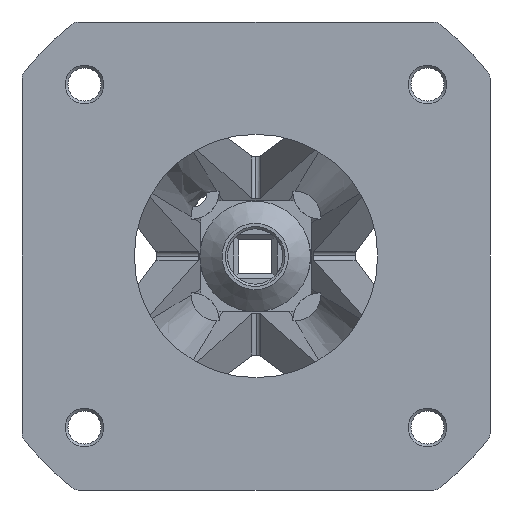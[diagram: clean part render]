
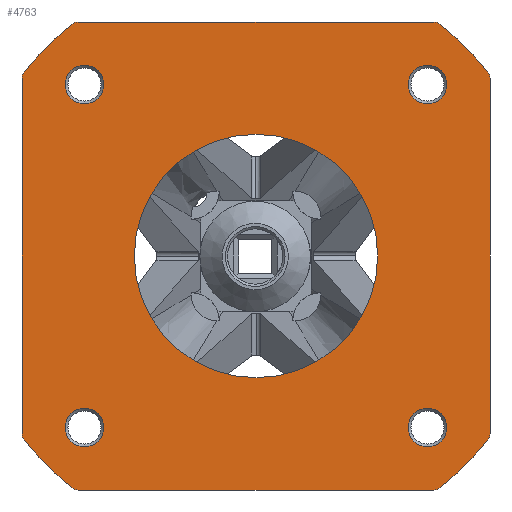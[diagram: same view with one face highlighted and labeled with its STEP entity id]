
A CAD part, front view. The second image highlights one B-rep face of the part: STEP entity #4763.
In plain terms, the highlighted planar face has unit normal (0, -1, 0).
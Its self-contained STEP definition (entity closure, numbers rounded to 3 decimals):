
#359=FACE_BOUND('',#922,.T.);
#360=FACE_BOUND('',#923,.T.);
#361=FACE_BOUND('',#924,.T.);
#362=FACE_BOUND('',#925,.T.);
#363=FACE_BOUND('',#926,.T.);
#425=PLANE('',#5236);
#630=FACE_OUTER_BOUND('',#921,.T.);
#921=EDGE_LOOP('',(#4124,#4125,#4126,#4127,#4128,#4129,#4130,#4131,#4132,
#4133,#4134,#4135,#4136,#4137,#4138,#4139));
#922=EDGE_LOOP('',(#4140));
#923=EDGE_LOOP('',(#4141));
#924=EDGE_LOOP('',(#4142));
#925=EDGE_LOOP('',(#4143));
#926=EDGE_LOOP('',(#4144));
#1258=LINE('',#10222,#1581);
#1259=LINE('',#10230,#1582);
#1260=LINE('',#10238,#1583);
#1261=LINE('',#10245,#1584);
#1581=VECTOR('',#6383,10.);
#1582=VECTOR('',#6390,10.);
#1583=VECTOR('',#6397,10.);
#1584=VECTOR('',#6404,10.);
#1849=CIRCLE('',#5235,1.75);
#1850=CIRCLE('',#5237,1.);
#1851=CIRCLE('',#5238,26.75);
#1852=CIRCLE('',#5239,1.);
#1853=CIRCLE('',#5240,1.);
#1854=CIRCLE('',#5241,26.75);
#1855=CIRCLE('',#5242,1.);
#1856=CIRCLE('',#5243,1.);
#1857=CIRCLE('',#5244,26.75);
#1858=CIRCLE('',#5245,1.);
#1859=CIRCLE('',#5246,1.);
#1860=CIRCLE('',#5247,26.75);
#1861=CIRCLE('',#5248,1.);
#1862=CIRCLE('',#5249,1.75);
#1863=CIRCLE('',#5250,1.75);
#1864=CIRCLE('',#5251,11.);
#1865=CIRCLE('',#5252,1.75);
#2305=VERTEX_POINT('',#10210);
#2306=VERTEX_POINT('',#10214);
#2307=VERTEX_POINT('',#10215);
#2308=VERTEX_POINT('',#10217);
#2309=VERTEX_POINT('',#10219);
#2310=VERTEX_POINT('',#10221);
#2311=VERTEX_POINT('',#10223);
#2312=VERTEX_POINT('',#10225);
#2313=VERTEX_POINT('',#10227);
#2314=VERTEX_POINT('',#10229);
#2315=VERTEX_POINT('',#10231);
#2316=VERTEX_POINT('',#10233);
#2317=VERTEX_POINT('',#10235);
#2318=VERTEX_POINT('',#10237);
#2319=VERTEX_POINT('',#10239);
#2320=VERTEX_POINT('',#10241);
#2321=VERTEX_POINT('',#10243);
#2322=VERTEX_POINT('',#10246);
#2323=VERTEX_POINT('',#10248);
#2324=VERTEX_POINT('',#10250);
#2325=VERTEX_POINT('',#10252);
#2950=EDGE_CURVE('',#2305,#2305,#1849,.T.);
#2951=EDGE_CURVE('',#2306,#2307,#1850,.T.);
#2952=EDGE_CURVE('',#2306,#2308,#1851,.T.);
#2953=EDGE_CURVE('',#2309,#2308,#1852,.T.);
#2954=EDGE_CURVE('',#2309,#2310,#1258,.T.);
#2955=EDGE_CURVE('',#2311,#2310,#1853,.T.);
#2956=EDGE_CURVE('',#2311,#2312,#1854,.T.);
#2957=EDGE_CURVE('',#2313,#2312,#1855,.T.);
#2958=EDGE_CURVE('',#2313,#2314,#1259,.T.);
#2959=EDGE_CURVE('',#2315,#2314,#1856,.T.);
#2960=EDGE_CURVE('',#2315,#2316,#1857,.T.);
#2961=EDGE_CURVE('',#2317,#2316,#1858,.T.);
#2962=EDGE_CURVE('',#2317,#2318,#1260,.T.);
#2963=EDGE_CURVE('',#2319,#2318,#1859,.T.);
#2964=EDGE_CURVE('',#2319,#2320,#1860,.T.);
#2965=EDGE_CURVE('',#2321,#2320,#1861,.T.);
#2966=EDGE_CURVE('',#2321,#2307,#1261,.T.);
#2967=EDGE_CURVE('',#2322,#2322,#1862,.T.);
#2968=EDGE_CURVE('',#2323,#2323,#1863,.T.);
#2969=EDGE_CURVE('',#2324,#2324,#1864,.T.);
#2970=EDGE_CURVE('',#2325,#2325,#1865,.T.);
#4124=ORIENTED_EDGE('',*,*,#2951,.F.);
#4125=ORIENTED_EDGE('',*,*,#2952,.T.);
#4126=ORIENTED_EDGE('',*,*,#2953,.F.);
#4127=ORIENTED_EDGE('',*,*,#2954,.T.);
#4128=ORIENTED_EDGE('',*,*,#2955,.F.);
#4129=ORIENTED_EDGE('',*,*,#2956,.T.);
#4130=ORIENTED_EDGE('',*,*,#2957,.F.);
#4131=ORIENTED_EDGE('',*,*,#2958,.T.);
#4132=ORIENTED_EDGE('',*,*,#2959,.F.);
#4133=ORIENTED_EDGE('',*,*,#2960,.T.);
#4134=ORIENTED_EDGE('',*,*,#2961,.F.);
#4135=ORIENTED_EDGE('',*,*,#2962,.T.);
#4136=ORIENTED_EDGE('',*,*,#2963,.F.);
#4137=ORIENTED_EDGE('',*,*,#2964,.T.);
#4138=ORIENTED_EDGE('',*,*,#2965,.F.);
#4139=ORIENTED_EDGE('',*,*,#2966,.T.);
#4140=ORIENTED_EDGE('',*,*,#2967,.F.);
#4141=ORIENTED_EDGE('',*,*,#2968,.F.);
#4142=ORIENTED_EDGE('',*,*,#2969,.F.);
#4143=ORIENTED_EDGE('',*,*,#2970,.F.);
#4144=ORIENTED_EDGE('',*,*,#2950,.F.);
#4763=ADVANCED_FACE('',(#630,#359,#360,#361,#362,#363),#425,.F.);
#5235=AXIS2_PLACEMENT_3D('',#10212,#6373,#6374);
#5236=AXIS2_PLACEMENT_3D('',#10213,#6375,#6376);
#5237=AXIS2_PLACEMENT_3D('',#10216,#6377,#6378);
#5238=AXIS2_PLACEMENT_3D('',#10218,#6379,#6380);
#5239=AXIS2_PLACEMENT_3D('',#10220,#6381,#6382);
#5240=AXIS2_PLACEMENT_3D('',#10224,#6384,#6385);
#5241=AXIS2_PLACEMENT_3D('',#10226,#6386,#6387);
#5242=AXIS2_PLACEMENT_3D('',#10228,#6388,#6389);
#5243=AXIS2_PLACEMENT_3D('',#10232,#6391,#6392);
#5244=AXIS2_PLACEMENT_3D('',#10234,#6393,#6394);
#5245=AXIS2_PLACEMENT_3D('',#10236,#6395,#6396);
#5246=AXIS2_PLACEMENT_3D('',#10240,#6398,#6399);
#5247=AXIS2_PLACEMENT_3D('',#10242,#6400,#6401);
#5248=AXIS2_PLACEMENT_3D('',#10244,#6402,#6403);
#5249=AXIS2_PLACEMENT_3D('',#10247,#6405,#6406);
#5250=AXIS2_PLACEMENT_3D('',#10249,#6407,#6408);
#5251=AXIS2_PLACEMENT_3D('',#10251,#6409,#6410);
#5252=AXIS2_PLACEMENT_3D('',#10253,#6411,#6412);
#6373=DIRECTION('center_axis',(0.,-1.,0.));
#6374=DIRECTION('ref_axis',(0.,0.,-1.));
#6375=DIRECTION('center_axis',(0.,1.,0.));
#6376=DIRECTION('ref_axis',(1.,0.,0.));
#6377=DIRECTION('center_axis',(0.,1.,0.));
#6378=DIRECTION('ref_axis',(0.33,0.,-0.944));
#6379=DIRECTION('center_axis',(0.,-1.,0.));
#6380=DIRECTION('ref_axis',(0.791,0.,-0.612));
#6381=DIRECTION('center_axis',(0.,1.,0.));
#6382=DIRECTION('ref_axis',(0.944,0.,-0.33));
#6383=DIRECTION('',(0.,0.,1.));
#6384=DIRECTION('center_axis',(0.,1.,0.));
#6385=DIRECTION('ref_axis',(0.944,0.,0.33));
#6386=DIRECTION('center_axis',(0.,-1.,0.));
#6387=DIRECTION('ref_axis',(0.612,0.,0.791));
#6388=DIRECTION('center_axis',(0.,1.,0.));
#6389=DIRECTION('ref_axis',(0.33,0.,0.944));
#6390=DIRECTION('',(-1.,0.,0.));
#6391=DIRECTION('center_axis',(0.,1.,0.));
#6392=DIRECTION('ref_axis',(-0.33,0.,0.944));
#6393=DIRECTION('center_axis',(0.,-1.,0.));
#6394=DIRECTION('ref_axis',(-0.791,0.,0.612));
#6395=DIRECTION('center_axis',(0.,1.,0.));
#6396=DIRECTION('ref_axis',(-0.944,0.,0.33));
#6397=DIRECTION('',(0.,0.,-1.));
#6398=DIRECTION('center_axis',(0.,1.,0.));
#6399=DIRECTION('ref_axis',(-0.944,0.,-0.33));
#6400=DIRECTION('center_axis',(0.,-1.,0.));
#6401=DIRECTION('ref_axis',(-0.612,0.,-0.791));
#6402=DIRECTION('center_axis',(0.,1.,0.));
#6403=DIRECTION('ref_axis',(-0.33,0.,-0.944));
#6404=DIRECTION('',(1.,0.,0.));
#6405=DIRECTION('center_axis',(0.,-1.,0.));
#6406=DIRECTION('ref_axis',(0.,0.,-1.));
#6407=DIRECTION('center_axis',(0.,-1.,0.));
#6408=DIRECTION('ref_axis',(0.,0.,-1.));
#6409=DIRECTION('center_axis',(0.,-1.,0.));
#6410=DIRECTION('ref_axis',(1.,0.,0.));
#6411=DIRECTION('center_axis',(0.,-1.,0.));
#6412=DIRECTION('ref_axis',(0.,0.,-1.));
#10210=CARTESIAN_POINT('',(15.5,0.,-13.75));
#10212=CARTESIAN_POINT('Origin',(15.5,0.,-15.5));
#10213=CARTESIAN_POINT('Origin',(0.,0.,0.));
#10214=CARTESIAN_POINT('',(16.655,0.,-20.933));
#10215=CARTESIAN_POINT('',(16.032,0.,-21.15));
#10216=CARTESIAN_POINT('Origin',(16.032,0.,-20.15));
#10217=CARTESIAN_POINT('',(20.933,0.,-16.655));
#10218=CARTESIAN_POINT('Origin',(0.,0.,0.));
#10219=CARTESIAN_POINT('',(21.15,0.,-16.032));
#10220=CARTESIAN_POINT('Origin',(20.15,0.,-16.032));
#10221=CARTESIAN_POINT('',(21.15,0.,16.032));
#10222=CARTESIAN_POINT('',(21.15,0.,-21.15));
#10223=CARTESIAN_POINT('',(20.933,0.,16.655));
#10224=CARTESIAN_POINT('Origin',(20.15,0.,16.032));
#10225=CARTESIAN_POINT('',(16.655,0.,20.933));
#10226=CARTESIAN_POINT('Origin',(0.,0.,0.));
#10227=CARTESIAN_POINT('',(16.032,0.,21.15));
#10228=CARTESIAN_POINT('Origin',(16.032,0.,20.15));
#10229=CARTESIAN_POINT('',(-16.032,0.,21.15));
#10230=CARTESIAN_POINT('',(21.15,0.,21.15));
#10231=CARTESIAN_POINT('',(-16.655,0.,20.933));
#10232=CARTESIAN_POINT('Origin',(-16.032,0.,20.15));
#10233=CARTESIAN_POINT('',(-20.933,0.,16.655));
#10234=CARTESIAN_POINT('Origin',(0.,0.,0.));
#10235=CARTESIAN_POINT('',(-21.15,0.,16.032));
#10236=CARTESIAN_POINT('Origin',(-20.15,0.,16.032));
#10237=CARTESIAN_POINT('',(-21.15,0.,-16.032));
#10238=CARTESIAN_POINT('',(-21.15,0.,21.15));
#10239=CARTESIAN_POINT('',(-20.933,0.,-16.655));
#10240=CARTESIAN_POINT('Origin',(-20.15,0.,-16.032));
#10241=CARTESIAN_POINT('',(-16.655,0.,-20.933));
#10242=CARTESIAN_POINT('Origin',(0.,0.,0.));
#10243=CARTESIAN_POINT('',(-16.032,0.,-21.15));
#10244=CARTESIAN_POINT('Origin',(-16.032,0.,-20.15));
#10245=CARTESIAN_POINT('',(-21.15,0.,-21.15));
#10246=CARTESIAN_POINT('',(15.5,0.,17.25));
#10247=CARTESIAN_POINT('Origin',(15.5,0.,15.5));
#10248=CARTESIAN_POINT('',(-15.5,0.,-13.75));
#10249=CARTESIAN_POINT('Origin',(-15.5,0.,-15.5));
#10250=CARTESIAN_POINT('',(-11.,0.,0.));
#10251=CARTESIAN_POINT('Origin',(0.,0.,0.));
#10252=CARTESIAN_POINT('',(-15.5,0.,17.25));
#10253=CARTESIAN_POINT('Origin',(-15.5,0.,15.5));
